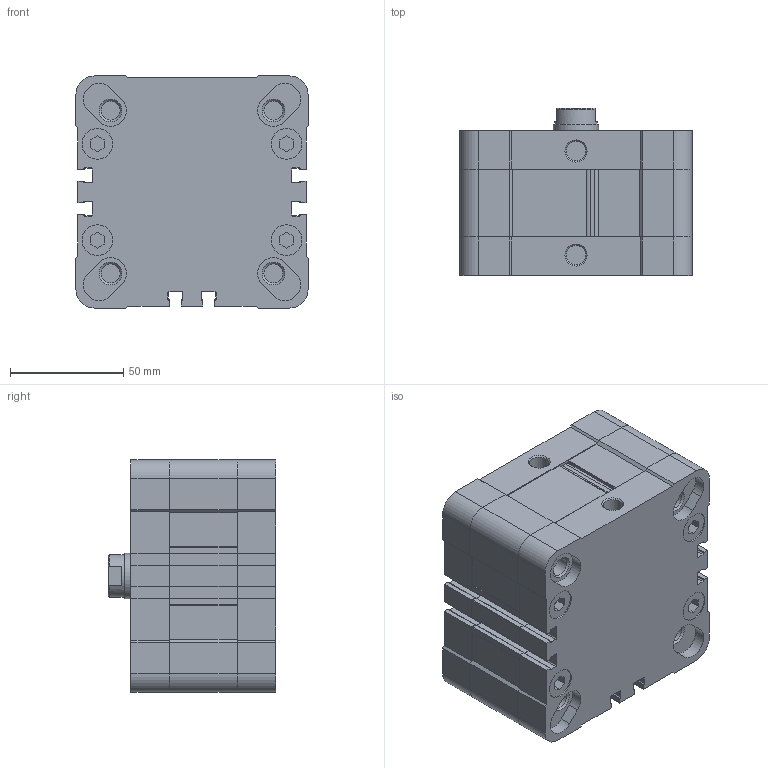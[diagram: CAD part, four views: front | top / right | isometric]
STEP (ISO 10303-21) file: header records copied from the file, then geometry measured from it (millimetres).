
FILE_DESCRIPTION(/* description */ (''),/* implementation_level */ '2;1');
FILE_NAME(/* name */ 'NSKI080.0005.stp',/* time_stamp */ '2021-11-08T14:50:23+01:00',/* author */ ('Operator CNC'),/* organization */ (''),/* preprocessor_version */ 'ST-DEVELOPER v15.6',/* originating_system */ 'Autodesk Inventor 2015',/* authorisation */ '');
FILE_SCHEMA (('AUTOMOTIVE_DESIGN { 1 0 10303 214 3 1 1 }'));
Length unit declared in the file: millimetre
Products named in the file (6): _NSKI_80_STD_fh; _NSKI_80_10_10_STD_F_r; _NSKI_80_10_STD_ba; _NSKI_80_STD_rh; _NSKI_80_10_STD_pen; NSKI_80_10_-_STD_F_-_(-_0_0)
Assembly tree (5 placements, depth 2):
  NSKI_80_10_-_STD_F_-_(-_0_0)
    _NSKI_80_STD_fh
    _NSKI_80_10_10_STD_F_r
    _NSKI_80_10_STD_ba
    _NSKI_80_STD_rh
    _NSKI_80_10_STD_pen
Bounding box: 102.6 x 74 x 102.6 mm (x, y, z)
Volume: 573791.5 mm3; surface area: 114302.1 mm2
Topology: 5 solids, 5 shells, 557 faces, 1531 edges, 1015 vertices
Faces by surface type: plane 349, cylinder 187, cone 21
Full cylindrical faces by diameter (mm): 8.376 x9, 8.566 x2, 10.25 x1, 13.6 x8, 19 x1, 20 x2, 80 x4
Entity records: 17584 total; most frequent: CARTESIAN_POINT 3068, DIRECTION 3010, ORIENTED_EDGE 2962, EDGE_CURVE 1481, LINE 1080, VECTOR 1080, VERTEX_POINT 1011, AXIS2_PLACEMENT_3D 965
